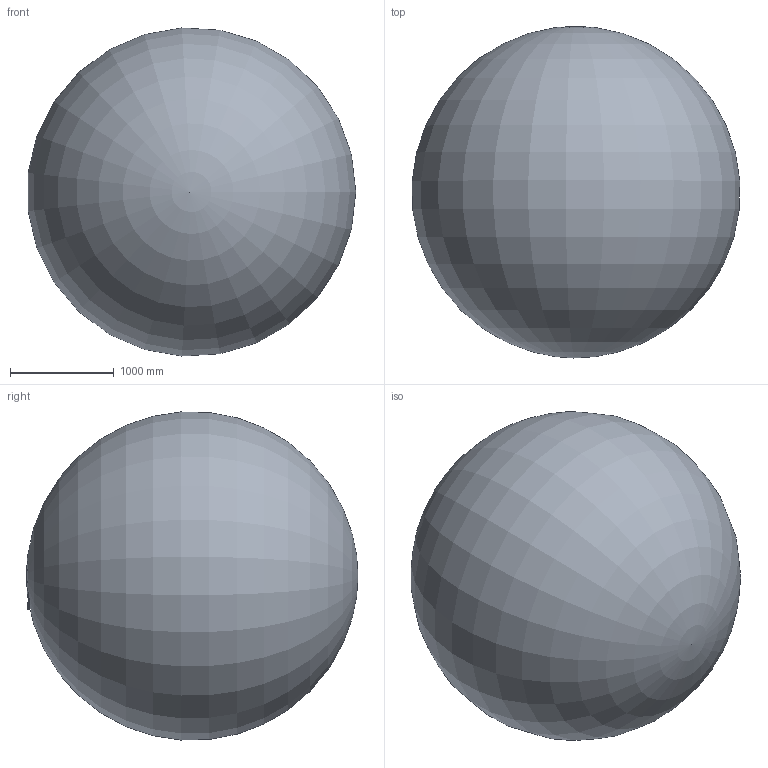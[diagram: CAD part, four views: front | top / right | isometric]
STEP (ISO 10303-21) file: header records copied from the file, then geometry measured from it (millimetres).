
FILE_DESCRIPTION (( 'STEP AP214' ), '1' );
FILE_NAME ('HG245808DP-4NM36.STEP', '2018-01-17T20:05:36', ( '' ), ( '' ), 'SwSTEP 2.0', 'SolidWorks 2014', '' );
FILE_SCHEMA (( 'AUTOMOTIVE_DESIGN' ));
Length unit declared in the file: inch
Products named in the file (12): ANM-1202; ANM-1202-MA3; ANM-1202-MA1_NO PIN; HEATSH-HEX_stepd_195White; HG245808DP-4NM36_Coax4; HG245808DP-4NM36_Coax3; HG245808DP-4NM36_Coax2; HG245808DP-4NM36_Coax1; M2.9x9.5_FHPH sheetmetalScrew; HG245808DP-4NM36_Backplate; HG245808DP-4NM36_Radome; HG245808DP-4NM36
Assembly tree (32 placements, depth 3):
  HG245808DP-4NM36
    HG245808DP-4NM36_Radome
    HG245808DP-4NM36_Backplate
    M2.9x9.5_FHPH sheetmetalScrew  x16
    HG245808DP-4NM36_Coax1
    HG245808DP-4NM36_Coax2
    HG245808DP-4NM36_Coax3
    HG245808DP-4NM36_Coax4
    HEATSH-HEX_stepd_195White  x4
    ANM-1202  x2
      ANM-1202-MA1_NO PIN
      ANM-1202-MA3
    ANM-1202-MA1_NO PIN  x2
Bounding box: 3155.05 x 3198.27 x 3160.4 mm (x, y, z)
Volume: 16807081822.6 mm3; surface area: 32022876 mm2
Topology: 32 solids, 32 shells, 1864 faces, 4755 edges, 3047 vertices
Faces by surface type: plane 632, cylinder 607, bspline 307, cone 281, sphere 26, torus 11
Full cylindrical faces by diameter (mm): 0.762 x4, 0.793 x4, 0.991 x2, 1.447 x1, 1.702 x2, 1.709 x1, 1.755 x1, 1.793 x4, 1.8 x1, 1.92 x1, 1.943 x1, 2.043 x1, 2.108 x2, 2.163 x1, 2.5 x17, 2.933 x4, 3 x6, 3.2 x24, 4.2 x4, 4.738 x4, 4.867 x4, 4.953 x8, 5.4 x2, 5.588 x4, 6.6 x4, 7.773 x4, 8 x4, 8.793 x4, 11 x2, 16.668 x4
Entity records: 27563 total; most frequent: CARTESIAN_POINT 14193, ORIENTED_EDGE 2458, DIRECTION 2285, EDGE_CURVE 1229, AXIS2_PLACEMENT_3D 885, VERTEX_POINT 871, EDGE_LOOP 822, FACE_OUTER_BOUND 679
